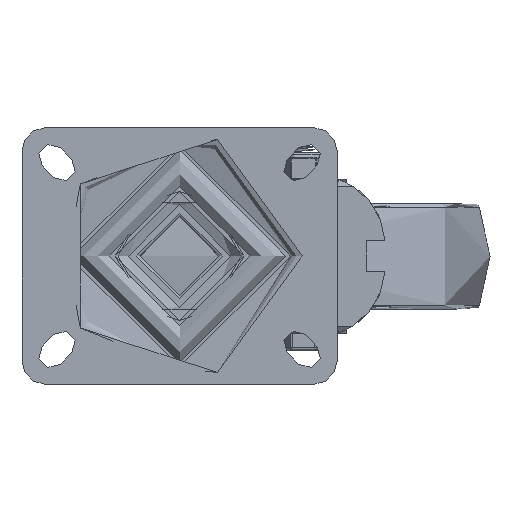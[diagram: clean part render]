
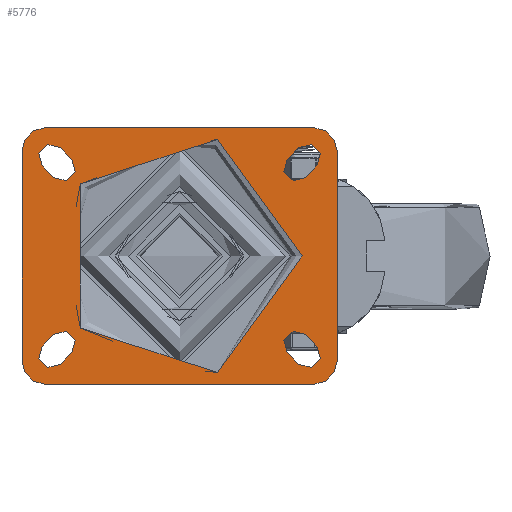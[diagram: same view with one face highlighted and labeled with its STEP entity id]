
A CAD part, top view. The second image highlights one B-rep face of the part: STEP entity #5776.
In plain terms, the highlighted planar face has unit normal (0, 0, 1).
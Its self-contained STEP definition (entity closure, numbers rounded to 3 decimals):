
#316=FACE_BOUND('',#1167,.T.);
#317=FACE_BOUND('',#1168,.T.);
#318=FACE_BOUND('',#1169,.T.);
#319=FACE_BOUND('',#1170,.T.);
#320=FACE_BOUND('',#1171,.T.);
#370=PLANE('',#6295);
#809=FACE_OUTER_BOUND('',#1166,.T.);
#1166=EDGE_LOOP('',(#4063,#4064,#4065,#4066,#4067,#4068,#4069,#4070));
#1167=EDGE_LOOP('',(#4071));
#1168=EDGE_LOOP('',(#4072,#4073,#4074,#4075));
#1169=EDGE_LOOP('',(#4076,#4077,#4078,#4079));
#1170=EDGE_LOOP('',(#4080,#4081,#4082,#4083));
#1171=EDGE_LOOP('',(#4084,#4085,#4086,#4087));
#1559=LINE('',#10876,#1953);
#1560=LINE('',#10877,#1954);
#1561=LINE('',#10878,#1955);
#1562=LINE('',#10879,#1956);
#1563=LINE('',#10880,#1957);
#1564=LINE('',#10881,#1958);
#1565=LINE('',#10882,#1959);
#1566=LINE('',#10883,#1960);
#1567=LINE('',#10884,#1961);
#1568=LINE('',#10885,#1962);
#1569=LINE('',#10886,#1963);
#1570=LINE('',#10887,#1964);
#1953=VECTOR('',#7038,1000.);
#1954=VECTOR('',#7039,1000.);
#1955=VECTOR('',#7040,1000.);
#1956=VECTOR('',#7041,1000.);
#1957=VECTOR('',#7042,1000.);
#1958=VECTOR('',#7043,1000.);
#1959=VECTOR('',#7044,1000.);
#1960=VECTOR('',#7045,1000.);
#1961=VECTOR('',#7046,1000.);
#1962=VECTOR('',#7047,1000.);
#1963=VECTOR('',#7048,1000.);
#1964=VECTOR('',#7049,1000.);
#2318=CIRCLE('',#6207,5.5);
#2319=CIRCLE('',#6209,5.5);
#2322=CIRCLE('',#6213,5.5);
#2323=CIRCLE('',#6215,5.5);
#2326=CIRCLE('',#6219,5.5);
#2327=CIRCLE('',#6221,5.5);
#2330=CIRCLE('',#6225,5.5);
#2331=CIRCLE('',#6227,5.5);
#2337=CIRCLE('',#6236,10.);
#2339=CIRCLE('',#6239,10.);
#2341=CIRCLE('',#6242,10.);
#2343=CIRCLE('',#6245,10.);
#2347=CIRCLE('',#6250,52.494);
#2557=VERTEX_POINT('',#8454);
#2558=VERTEX_POINT('',#8456);
#2559=VERTEX_POINT('',#8460);
#2560=VERTEX_POINT('',#8461);
#2565=VERTEX_POINT('',#8472);
#2566=VERTEX_POINT('',#8474);
#2567=VERTEX_POINT('',#8478);
#2568=VERTEX_POINT('',#8479);
#2573=VERTEX_POINT('',#8490);
#2574=VERTEX_POINT('',#8492);
#2575=VERTEX_POINT('',#8496);
#2576=VERTEX_POINT('',#8497);
#2581=VERTEX_POINT('',#8508);
#2582=VERTEX_POINT('',#8510);
#2583=VERTEX_POINT('',#8514);
#2584=VERTEX_POINT('',#8515);
#2590=VERTEX_POINT('',#8533);
#2591=VERTEX_POINT('',#8534);
#2594=VERTEX_POINT('',#8542);
#2595=VERTEX_POINT('',#8543);
#2598=VERTEX_POINT('',#8551);
#2599=VERTEX_POINT('',#8552);
#2602=VERTEX_POINT('',#8560);
#2603=VERTEX_POINT('',#8561);
#2607=VERTEX_POINT('',#8571);
#3096=EDGE_CURVE('',#2558,#2557,#2318,.T.);
#3098=EDGE_CURVE('',#2559,#2560,#2319,.T.);
#3104=EDGE_CURVE('',#2566,#2565,#2322,.T.);
#3106=EDGE_CURVE('',#2567,#2568,#2323,.T.);
#3112=EDGE_CURVE('',#2574,#2573,#2326,.T.);
#3114=EDGE_CURVE('',#2575,#2576,#2327,.T.);
#3120=EDGE_CURVE('',#2582,#2581,#2330,.T.);
#3122=EDGE_CURVE('',#2583,#2584,#2331,.T.);
#3131=EDGE_CURVE('',#2590,#2591,#2337,.T.);
#3135=EDGE_CURVE('',#2594,#2595,#2339,.T.);
#3139=EDGE_CURVE('',#2598,#2599,#2341,.T.);
#3143=EDGE_CURVE('',#2602,#2603,#2343,.T.);
#3149=EDGE_CURVE('',#2607,#2607,#2347,.T.);
#3184=EDGE_CURVE('',#2599,#2602,#1559,.T.);
#3185=EDGE_CURVE('',#2595,#2598,#1560,.T.);
#3186=EDGE_CURVE('',#2591,#2594,#1561,.T.);
#3187=EDGE_CURVE('',#2603,#2590,#1562,.T.);
#3188=EDGE_CURVE('',#2581,#2583,#1563,.T.);
#3189=EDGE_CURVE('',#2584,#2582,#1564,.T.);
#3190=EDGE_CURVE('',#2573,#2575,#1565,.T.);
#3191=EDGE_CURVE('',#2576,#2574,#1566,.T.);
#3192=EDGE_CURVE('',#2565,#2567,#1567,.T.);
#3193=EDGE_CURVE('',#2568,#2566,#1568,.T.);
#3194=EDGE_CURVE('',#2557,#2559,#1569,.T.);
#3195=EDGE_CURVE('',#2560,#2558,#1570,.T.);
#4063=ORIENTED_EDGE('',*,*,#3143,.F.);
#4064=ORIENTED_EDGE('',*,*,#3184,.F.);
#4065=ORIENTED_EDGE('',*,*,#3139,.F.);
#4066=ORIENTED_EDGE('',*,*,#3185,.F.);
#4067=ORIENTED_EDGE('',*,*,#3135,.F.);
#4068=ORIENTED_EDGE('',*,*,#3186,.F.);
#4069=ORIENTED_EDGE('',*,*,#3131,.F.);
#4070=ORIENTED_EDGE('',*,*,#3187,.F.);
#4071=ORIENTED_EDGE('',*,*,#3149,.F.);
#4072=ORIENTED_EDGE('',*,*,#3188,.T.);
#4073=ORIENTED_EDGE('',*,*,#3122,.T.);
#4074=ORIENTED_EDGE('',*,*,#3189,.T.);
#4075=ORIENTED_EDGE('',*,*,#3120,.T.);
#4076=ORIENTED_EDGE('',*,*,#3190,.T.);
#4077=ORIENTED_EDGE('',*,*,#3114,.T.);
#4078=ORIENTED_EDGE('',*,*,#3191,.T.);
#4079=ORIENTED_EDGE('',*,*,#3112,.T.);
#4080=ORIENTED_EDGE('',*,*,#3192,.T.);
#4081=ORIENTED_EDGE('',*,*,#3106,.T.);
#4082=ORIENTED_EDGE('',*,*,#3193,.T.);
#4083=ORIENTED_EDGE('',*,*,#3104,.T.);
#4084=ORIENTED_EDGE('',*,*,#3194,.T.);
#4085=ORIENTED_EDGE('',*,*,#3098,.T.);
#4086=ORIENTED_EDGE('',*,*,#3195,.T.);
#4087=ORIENTED_EDGE('',*,*,#3096,.T.);
#5776=ADVANCED_FACE('',(#809,#316,#317,#318,#319,#320),#370,.T.);
#6207=AXIS2_PLACEMENT_3D('',#8457,#6831,#6832);
#6209=AXIS2_PLACEMENT_3D('',#8462,#6836,#6837);
#6213=AXIS2_PLACEMENT_3D('',#8475,#6847,#6848);
#6215=AXIS2_PLACEMENT_3D('',#8480,#6852,#6853);
#6219=AXIS2_PLACEMENT_3D('',#8493,#6863,#6864);
#6221=AXIS2_PLACEMENT_3D('',#8498,#6868,#6869);
#6225=AXIS2_PLACEMENT_3D('',#8511,#6879,#6880);
#6227=AXIS2_PLACEMENT_3D('',#8516,#6884,#6885);
#6236=AXIS2_PLACEMENT_3D('',#8535,#6905,#6906);
#6239=AXIS2_PLACEMENT_3D('',#8544,#6913,#6914);
#6242=AXIS2_PLACEMENT_3D('',#8553,#6921,#6922);
#6245=AXIS2_PLACEMENT_3D('',#8562,#6929,#6930);
#6250=AXIS2_PLACEMENT_3D('',#8573,#6941,#6942);
#6295=AXIS2_PLACEMENT_3D('',#10875,#7036,#7037);
#6831=DIRECTION('center_axis',(0.,0.,-1.));
#6832=DIRECTION('ref_axis',(-1.,0.,0.));
#6836=DIRECTION('center_axis',(0.,0.,-1.));
#6837=DIRECTION('ref_axis',(-1.,0.,0.));
#6847=DIRECTION('center_axis',(0.,0.,-1.));
#6848=DIRECTION('ref_axis',(-1.,0.,0.));
#6852=DIRECTION('center_axis',(0.,0.,-1.));
#6853=DIRECTION('ref_axis',(-1.,0.,0.));
#6863=DIRECTION('center_axis',(0.,0.,-1.));
#6864=DIRECTION('ref_axis',(1.,0.,0.));
#6868=DIRECTION('center_axis',(0.,0.,-1.));
#6869=DIRECTION('ref_axis',(1.,0.,0.));
#6879=DIRECTION('center_axis',(0.,0.,-1.));
#6880=DIRECTION('ref_axis',(1.,0.,0.));
#6884=DIRECTION('center_axis',(0.,0.,-1.));
#6885=DIRECTION('ref_axis',(1.,0.,0.));
#6905=DIRECTION('center_axis',(0.,0.,-1.));
#6906=DIRECTION('ref_axis',(-0.707,0.707,0.));
#6913=DIRECTION('center_axis',(0.,0.,-1.));
#6914=DIRECTION('ref_axis',(0.707,0.707,0.));
#6921=DIRECTION('center_axis',(0.,0.,-1.));
#6922=DIRECTION('ref_axis',(0.707,-0.707,0.));
#6929=DIRECTION('center_axis',(0.,0.,-1.));
#6930=DIRECTION('ref_axis',(-0.707,-0.707,0.));
#6941=DIRECTION('center_axis',(0.,0.,1.));
#6942=DIRECTION('ref_axis',(-1.,0.,0.));
#7036=DIRECTION('center_axis',(0.,0.,1.));
#7037=DIRECTION('ref_axis',(1.,0.,0.));
#7038=DIRECTION('',(-1.,0.,0.));
#7039=DIRECTION('',(0.,-1.,0.));
#7040=DIRECTION('',(1.,0.,0.));
#7041=DIRECTION('',(0.,1.,0.));
#7042=DIRECTION('',(0.707,-0.707,0.));
#7043=DIRECTION('',(-0.707,0.707,0.));
#7044=DIRECTION('',(0.707,0.707,0.));
#7045=DIRECTION('',(-0.707,-0.707,0.));
#7046=DIRECTION('',(-0.707,-0.707,0.));
#7047=DIRECTION('',(0.707,0.707,0.));
#7048=DIRECTION('',(-0.707,0.707,0.));
#7049=DIRECTION('',(0.707,-0.707,0.));
#8454=CARTESIAN_POINT('',(51.086,-46.364,0.));
#8456=CARTESIAN_POINT('',(58.864,-38.586,0.));
#8457=CARTESIAN_POINT('Origin',(54.975,-42.475,0.));
#8460=CARTESIAN_POINT('',(46.136,-41.414,0.));
#8461=CARTESIAN_POINT('',(53.914,-33.636,0.));
#8462=CARTESIAN_POINT('Origin',(50.025,-37.525,0.));
#8472=CARTESIAN_POINT('',(58.864,38.586,0.));
#8474=CARTESIAN_POINT('',(51.086,46.364,0.));
#8475=CARTESIAN_POINT('Origin',(54.975,42.475,0.));
#8478=CARTESIAN_POINT('',(53.914,33.636,0.));
#8479=CARTESIAN_POINT('',(46.136,41.414,0.));
#8480=CARTESIAN_POINT('Origin',(50.025,37.525,0.));
#8490=CARTESIAN_POINT('',(-58.864,-38.586,0.));
#8492=CARTESIAN_POINT('',(-51.086,-46.364,0.));
#8493=CARTESIAN_POINT('Origin',(-54.975,-42.475,0.));
#8496=CARTESIAN_POINT('',(-53.914,-33.636,0.));
#8497=CARTESIAN_POINT('',(-46.136,-41.414,0.));
#8498=CARTESIAN_POINT('Origin',(-50.025,-37.525,0.));
#8508=CARTESIAN_POINT('',(-51.086,46.364,0.));
#8510=CARTESIAN_POINT('',(-58.864,38.586,0.));
#8511=CARTESIAN_POINT('Origin',(-54.975,42.475,0.));
#8514=CARTESIAN_POINT('',(-46.136,41.414,0.));
#8515=CARTESIAN_POINT('',(-53.914,33.636,0.));
#8516=CARTESIAN_POINT('Origin',(-50.025,37.525,0.));
#8533=CARTESIAN_POINT('',(-67.5,45.,0.));
#8534=CARTESIAN_POINT('',(-57.5,55.,0.));
#8535=CARTESIAN_POINT('Origin',(-57.5,45.,0.));
#8542=CARTESIAN_POINT('',(57.5,55.,0.));
#8543=CARTESIAN_POINT('',(67.5,45.,0.));
#8544=CARTESIAN_POINT('Origin',(57.5,45.,0.));
#8551=CARTESIAN_POINT('',(67.5,-45.,0.));
#8552=CARTESIAN_POINT('',(57.5,-55.,0.));
#8553=CARTESIAN_POINT('Origin',(57.5,-45.,0.));
#8560=CARTESIAN_POINT('',(-57.5,-55.,0.));
#8561=CARTESIAN_POINT('',(-67.5,-45.,0.));
#8562=CARTESIAN_POINT('Origin',(-57.5,-45.,0.));
#8571=CARTESIAN_POINT('',(52.494,0.,0.));
#8573=CARTESIAN_POINT('Origin',(0.,0.,0.));
#10875=CARTESIAN_POINT('Origin',(0.,0.,0.));
#10876=CARTESIAN_POINT('',(67.5,-55.,0.));
#10877=CARTESIAN_POINT('',(67.5,55.,0.));
#10878=CARTESIAN_POINT('',(-67.5,55.,0.));
#10879=CARTESIAN_POINT('',(-67.5,-55.,0.));
#10880=CARTESIAN_POINT('',(-51.086,46.364,0.));
#10881=CARTESIAN_POINT('',(-58.864,38.586,0.));
#10882=CARTESIAN_POINT('',(-58.864,-38.586,0.));
#10883=CARTESIAN_POINT('',(-51.086,-46.364,0.));
#10884=CARTESIAN_POINT('',(58.864,38.586,0.));
#10885=CARTESIAN_POINT('',(51.086,46.364,0.));
#10886=CARTESIAN_POINT('',(51.086,-46.364,0.));
#10887=CARTESIAN_POINT('',(58.864,-38.586,0.));
